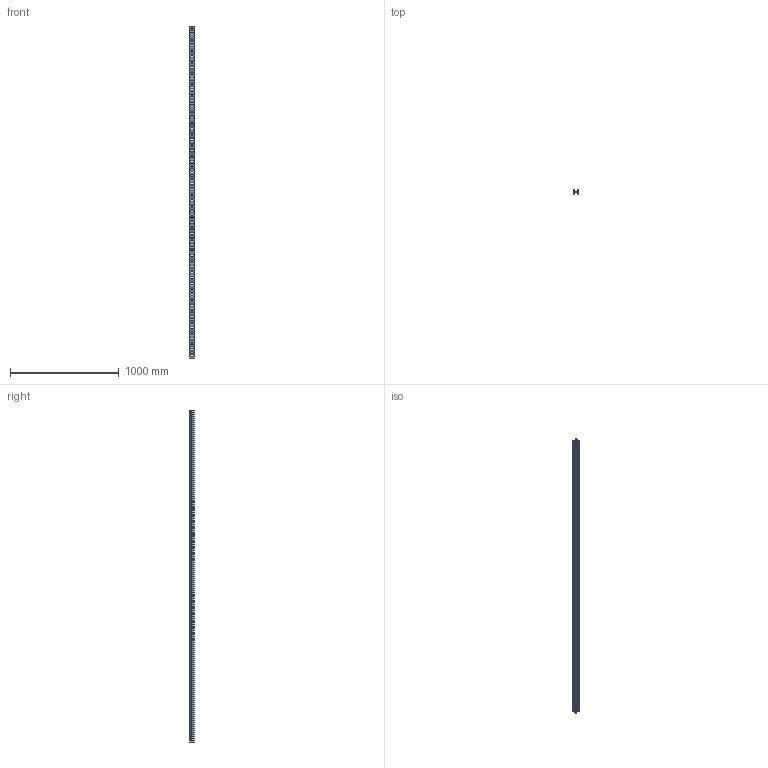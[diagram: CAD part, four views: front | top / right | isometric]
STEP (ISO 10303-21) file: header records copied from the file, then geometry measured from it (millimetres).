
FILE_DESCRIPTION(('TurboCAD Mac Pro'),'Build 980');
FILE_NAME('P4101T.stp',' ',(''),(''),'ACIS Interop','IMSI','TurboCAD Mac Pro BY IMSI, INCORPORATED');
FILE_SCHEMA(('automotive_design'));
Length unit declared in the file: inch
Products named in the file (2): 1; 2
Bounding box: 41.28 x 41.28 x 3048.3 mm (x, y, z)
Volume: 1049274.1 mm3; surface area: 1137247.9 mm2
Topology: 2 solids, 2 shells, 784 faces, 2340 edges, 1560 vertices
Faces by surface type: bspline 512, plane 272
Entity records: 35655 total; most frequent: CARTESIAN_POINT 11342, ORIENTED_EDGE 4680, EDGE_CURVE 2340, DIRECTION 1864, VERTEX_POINT 1560, LINE 1316, VECTOR 1316, EDGE_LOOP 1024
